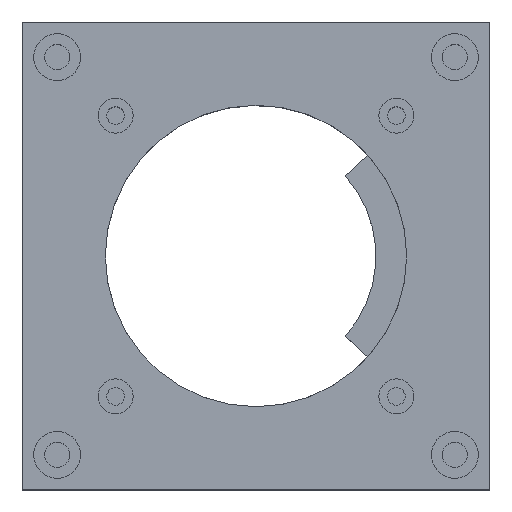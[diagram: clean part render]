
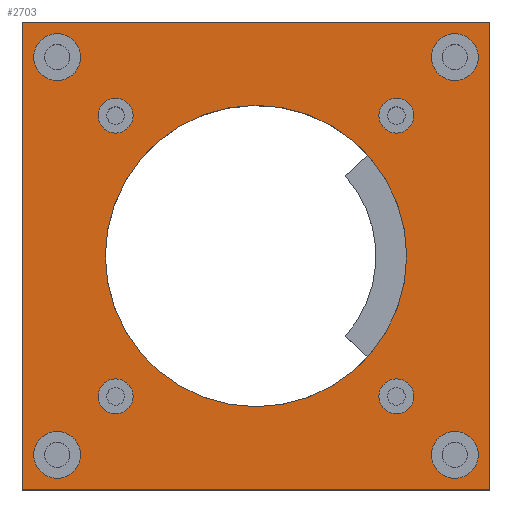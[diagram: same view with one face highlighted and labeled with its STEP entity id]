
A CAD part, top view. The second image highlights one B-rep face of the part: STEP entity #2703.
In plain terms, the highlighted face is planar.
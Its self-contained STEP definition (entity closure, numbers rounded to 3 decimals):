
#26=CARTESIAN_POINT('',(0.,0.,0.));
#27=DIRECTION('',(0.,0.,-1.));
#28=DIRECTION('',(1.,0.,0.));
#29=AXIS2_PLACEMENT_3D('',#26,#27,#28);
#31=CARTESIAN_POINT('',(0.,0.,0.));
#32=DIRECTION('',(0.,0.,-1.));
#33=DIRECTION('',(-1.,0.,0.));
#34=AXIS2_PLACEMENT_3D('',#31,#32,#33);
#36=DIRECTION('',(0.,-1.,0.));
#37=VECTOR('',#36,80.);
#38=CARTESIAN_POINT('',(-40.,40.,0.));
#39=LINE('',#38,#37);
#40=DIRECTION('',(1.,0.,0.));
#41=VECTOR('',#40,80.);
#42=CARTESIAN_POINT('',(-40.,-40.,0.));
#43=LINE('',#42,#41);
#44=DIRECTION('',(0.,1.,0.));
#45=VECTOR('',#44,80.);
#46=CARTESIAN_POINT('',(40.,-40.,0.));
#47=LINE('',#46,#45);
#48=DIRECTION('',(-1.,0.,0.));
#49=VECTOR('',#48,80.);
#50=CARTESIAN_POINT('',(40.,40.,0.));
#51=LINE('',#50,#49);
#52=CARTESIAN_POINT('',(34.,-34.,0.));
#53=DIRECTION('',(0.,0.,-1.));
#54=DIRECTION('',(-1.,0.,0.));
#55=AXIS2_PLACEMENT_3D('',#52,#53,#54);
#57=CARTESIAN_POINT('',(34.,-34.,0.));
#58=DIRECTION('',(0.,0.,-1.));
#59=DIRECTION('',(1.,0.,0.));
#60=AXIS2_PLACEMENT_3D('',#57,#58,#59);
#62=CARTESIAN_POINT('',(24.,-24.,0.));
#63=DIRECTION('',(0.,0.,-1.));
#64=DIRECTION('',(-1.,0.,0.));
#65=AXIS2_PLACEMENT_3D('',#62,#63,#64);
#67=CARTESIAN_POINT('',(24.,-24.,0.));
#68=DIRECTION('',(0.,0.,-1.));
#69=DIRECTION('',(1.,0.,0.));
#70=AXIS2_PLACEMENT_3D('',#67,#68,#69);
#72=CARTESIAN_POINT('',(24.,24.,0.));
#73=DIRECTION('',(0.,0.,-1.));
#74=DIRECTION('',(-1.,0.,0.));
#75=AXIS2_PLACEMENT_3D('',#72,#73,#74);
#77=CARTESIAN_POINT('',(24.,24.,0.));
#78=DIRECTION('',(0.,0.,-1.));
#79=DIRECTION('',(1.,0.,0.));
#80=AXIS2_PLACEMENT_3D('',#77,#78,#79);
#82=CARTESIAN_POINT('',(34.,34.,0.));
#83=DIRECTION('',(0.,0.,-1.));
#84=DIRECTION('',(-1.,0.,0.));
#85=AXIS2_PLACEMENT_3D('',#82,#83,#84);
#87=CARTESIAN_POINT('',(34.,34.,0.));
#88=DIRECTION('',(0.,0.,-1.));
#89=DIRECTION('',(1.,0.,0.));
#90=AXIS2_PLACEMENT_3D('',#87,#88,#89);
#92=CARTESIAN_POINT('',(-34.,-34.,0.));
#93=DIRECTION('',(0.,0.,-1.));
#94=DIRECTION('',(-1.,0.,0.));
#95=AXIS2_PLACEMENT_3D('',#92,#93,#94);
#97=CARTESIAN_POINT('',(-34.,-34.,0.));
#98=DIRECTION('',(0.,0.,-1.));
#99=DIRECTION('',(1.,0.,0.));
#100=AXIS2_PLACEMENT_3D('',#97,#98,#99);
#102=CARTESIAN_POINT('',(-24.,-24.,0.));
#103=DIRECTION('',(0.,0.,-1.));
#104=DIRECTION('',(-1.,0.,0.));
#105=AXIS2_PLACEMENT_3D('',#102,#103,#104);
#107=CARTESIAN_POINT('',(-24.,-24.,0.));
#108=DIRECTION('',(0.,0.,-1.));
#109=DIRECTION('',(1.,0.,0.));
#110=AXIS2_PLACEMENT_3D('',#107,#108,#109);
#112=CARTESIAN_POINT('',(-34.,34.,0.));
#113=DIRECTION('',(0.,0.,-1.));
#114=DIRECTION('',(-1.,0.,0.));
#115=AXIS2_PLACEMENT_3D('',#112,#113,#114);
#117=CARTESIAN_POINT('',(-34.,34.,0.));
#118=DIRECTION('',(0.,0.,-1.));
#119=DIRECTION('',(1.,0.,0.));
#120=AXIS2_PLACEMENT_3D('',#117,#118,#119);
#122=CARTESIAN_POINT('',(-24.,24.,0.));
#123=DIRECTION('',(0.,0.,-1.));
#124=DIRECTION('',(-1.,0.,0.));
#125=AXIS2_PLACEMENT_3D('',#122,#123,#124);
#127=CARTESIAN_POINT('',(-24.,24.,0.));
#128=DIRECTION('',(0.,0.,-1.));
#129=DIRECTION('',(1.,0.,0.));
#130=AXIS2_PLACEMENT_3D('',#127,#128,#129);
#2044=CARTESIAN_POINT('',(25.75,0.,0.));
#2045=CARTESIAN_POINT('',(-25.75,0.,0.));
#2046=VERTEX_POINT('',#2044);
#2047=VERTEX_POINT('',#2045);
#2048=CARTESIAN_POINT('',(-40.,40.,0.));
#2049=CARTESIAN_POINT('',(-40.,-40.,0.));
#2050=VERTEX_POINT('',#2048);
#2051=VERTEX_POINT('',#2049);
#2052=CARTESIAN_POINT('',(40.,-40.,0.));
#2053=VERTEX_POINT('',#2052);
#2054=CARTESIAN_POINT('',(40.,40.,0.));
#2055=VERTEX_POINT('',#2054);
#2602=CARTESIAN_POINT('',(30.,-34.,0.));
#2603=CARTESIAN_POINT('',(38.,-34.,0.));
#2604=VERTEX_POINT('',#2602);
#2605=VERTEX_POINT('',#2603);
#2606=CARTESIAN_POINT('',(21.,-24.,0.));
#2607=CARTESIAN_POINT('',(27.,-24.,0.));
#2608=VERTEX_POINT('',#2606);
#2609=VERTEX_POINT('',#2607);
#2610=CARTESIAN_POINT('',(21.,24.,0.));
#2611=CARTESIAN_POINT('',(27.,24.,0.));
#2612=VERTEX_POINT('',#2610);
#2613=VERTEX_POINT('',#2611);
#2614=CARTESIAN_POINT('',(30.,34.,0.));
#2615=CARTESIAN_POINT('',(38.,34.,0.));
#2616=VERTEX_POINT('',#2614);
#2617=VERTEX_POINT('',#2615);
#2618=CARTESIAN_POINT('',(-38.,-34.,0.));
#2619=CARTESIAN_POINT('',(-30.,-34.,0.));
#2620=VERTEX_POINT('',#2618);
#2621=VERTEX_POINT('',#2619);
#2622=CARTESIAN_POINT('',(-27.,-24.,0.));
#2623=CARTESIAN_POINT('',(-21.,-24.,0.));
#2624=VERTEX_POINT('',#2622);
#2625=VERTEX_POINT('',#2623);
#2626=CARTESIAN_POINT('',(-38.,34.,0.));
#2627=CARTESIAN_POINT('',(-30.,34.,0.));
#2628=VERTEX_POINT('',#2626);
#2629=VERTEX_POINT('',#2627);
#2630=CARTESIAN_POINT('',(-27.,24.,0.));
#2631=CARTESIAN_POINT('',(-21.,24.,0.));
#2632=VERTEX_POINT('',#2630);
#2633=VERTEX_POINT('',#2631);
#2634=CARTESIAN_POINT('',(0.,0.,0.));
#2635=DIRECTION('',(0.,0.,1.));
#2636=DIRECTION('',(1.,0.,0.));
#2637=AXIS2_PLACEMENT_3D('',#2634,#2635,#2636);
#2638=PLANE('',#2637);
#2640=ORIENTED_EDGE('',*,*,#2639,.T.);
#2642=ORIENTED_EDGE('',*,*,#2641,.T.);
#2644=ORIENTED_EDGE('',*,*,#2643,.T.);
#2646=ORIENTED_EDGE('',*,*,#2645,.T.);
#2647=EDGE_LOOP('',(#2640,#2642,#2644,#2646));
#2648=FACE_OUTER_BOUND('',#2647,.F.);
#2650=ORIENTED_EDGE('',*,*,#2649,.T.);
#2652=ORIENTED_EDGE('',*,*,#2651,.T.);
#2653=EDGE_LOOP('',(#2650,#2652));
#2654=FACE_BOUND('',#2653,.F.);
#2656=ORIENTED_EDGE('',*,*,#2655,.T.);
#2658=ORIENTED_EDGE('',*,*,#2657,.T.);
#2659=EDGE_LOOP('',(#2656,#2658));
#2660=FACE_BOUND('',#2659,.F.);
#2662=ORIENTED_EDGE('',*,*,#2661,.T.);
#2664=ORIENTED_EDGE('',*,*,#2663,.T.);
#2665=EDGE_LOOP('',(#2662,#2664));
#2666=FACE_BOUND('',#2665,.F.);
#2668=ORIENTED_EDGE('',*,*,#2667,.T.);
#2670=ORIENTED_EDGE('',*,*,#2669,.T.);
#2671=EDGE_LOOP('',(#2668,#2670));
#2672=FACE_BOUND('',#2671,.F.);
#2674=ORIENTED_EDGE('',*,*,#2673,.T.);
#2676=ORIENTED_EDGE('',*,*,#2675,.T.);
#2677=EDGE_LOOP('',(#2674,#2676));
#2678=FACE_BOUND('',#2677,.F.);
#2680=ORIENTED_EDGE('',*,*,#2679,.T.);
#2682=ORIENTED_EDGE('',*,*,#2681,.T.);
#2683=EDGE_LOOP('',(#2680,#2682));
#2684=FACE_BOUND('',#2683,.F.);
#2686=ORIENTED_EDGE('',*,*,#2685,.T.);
#2688=ORIENTED_EDGE('',*,*,#2687,.T.);
#2689=EDGE_LOOP('',(#2686,#2688));
#2690=FACE_BOUND('',#2689,.F.);
#2692=ORIENTED_EDGE('',*,*,#2691,.T.);
#2694=ORIENTED_EDGE('',*,*,#2693,.T.);
#2695=EDGE_LOOP('',(#2692,#2694));
#2696=FACE_BOUND('',#2695,.F.);
#2698=ORIENTED_EDGE('',*,*,#2697,.T.);
#2700=ORIENTED_EDGE('',*,*,#2699,.T.);
#2701=EDGE_LOOP('',(#2698,#2700));
#2702=FACE_BOUND('',#2701,.F.);
#30=CIRCLE('',#29,25.75);
#35=CIRCLE('',#34,25.75);
#56=CIRCLE('',#55,4.);
#61=CIRCLE('',#60,4.);
#66=CIRCLE('',#65,3.);
#71=CIRCLE('',#70,3.);
#76=CIRCLE('',#75,3.);
#81=CIRCLE('',#80,3.);
#86=CIRCLE('',#85,4.);
#91=CIRCLE('',#90,4.);
#96=CIRCLE('',#95,4.);
#101=CIRCLE('',#100,4.);
#106=CIRCLE('',#105,3.);
#111=CIRCLE('',#110,3.);
#116=CIRCLE('',#115,4.);
#121=CIRCLE('',#120,4.);
#126=CIRCLE('',#125,3.);
#131=CIRCLE('',#130,3.);
#2639=EDGE_CURVE('',#2050,#2051,#39,.T.);
#2641=EDGE_CURVE('',#2051,#2053,#43,.T.);
#2643=EDGE_CURVE('',#2053,#2055,#47,.T.);
#2645=EDGE_CURVE('',#2055,#2050,#51,.T.);
#2649=EDGE_CURVE('',#2046,#2047,#30,.T.);
#2651=EDGE_CURVE('',#2047,#2046,#35,.T.);
#2655=EDGE_CURVE('',#2604,#2605,#56,.T.);
#2657=EDGE_CURVE('',#2605,#2604,#61,.T.);
#2661=EDGE_CURVE('',#2608,#2609,#66,.T.);
#2663=EDGE_CURVE('',#2609,#2608,#71,.T.);
#2667=EDGE_CURVE('',#2612,#2613,#76,.T.);
#2669=EDGE_CURVE('',#2613,#2612,#81,.T.);
#2673=EDGE_CURVE('',#2616,#2617,#86,.T.);
#2675=EDGE_CURVE('',#2617,#2616,#91,.T.);
#2679=EDGE_CURVE('',#2620,#2621,#96,.T.);
#2681=EDGE_CURVE('',#2621,#2620,#101,.T.);
#2685=EDGE_CURVE('',#2624,#2625,#106,.T.);
#2687=EDGE_CURVE('',#2625,#2624,#111,.T.);
#2691=EDGE_CURVE('',#2628,#2629,#116,.T.);
#2693=EDGE_CURVE('',#2629,#2628,#121,.T.);
#2697=EDGE_CURVE('',#2632,#2633,#126,.T.);
#2699=EDGE_CURVE('',#2633,#2632,#131,.T.);
#2703=ADVANCED_FACE('',(#2648,#2654,#2660,#2666,#2672,#2678,#2684,#2690,#2696,
#2702),#2638,.F.);
